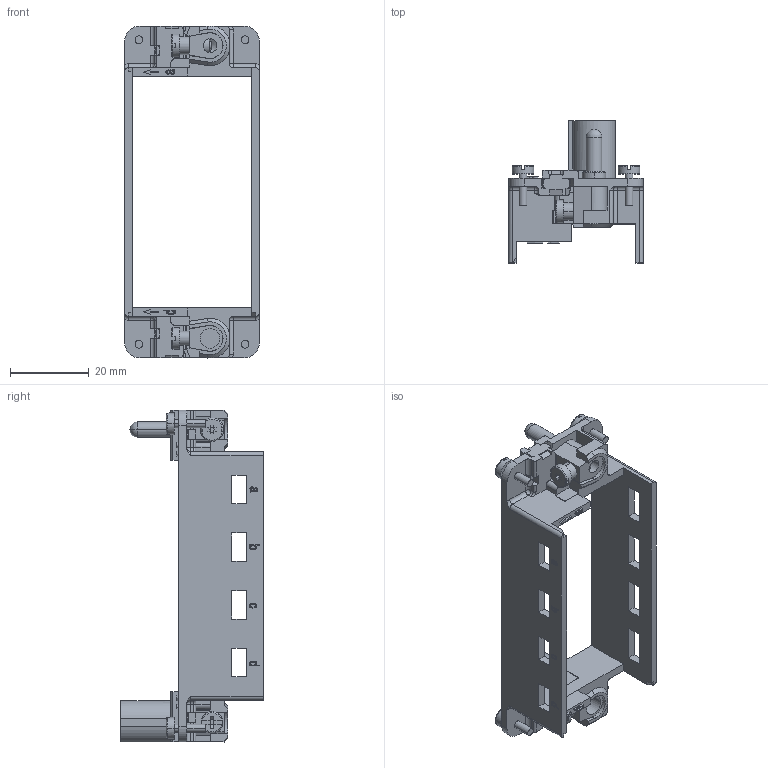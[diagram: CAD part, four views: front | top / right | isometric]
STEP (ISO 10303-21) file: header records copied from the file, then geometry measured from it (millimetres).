
FILE_DESCRIPTION((''),'2;1');
FILE_NAME('3D_1290160001001_HF16B-NLA2_V1_','2020-08-31T',('lian.chen'),(''),'PRO/ENGINEER BY PARAMETRIC TECHNOLOGY CORPORATION, 2012480','PRO/ENGINEER BY PARAMETRIC TECHNOLOGY CORPORATION, 2012480','');
FILE_SCHEMA(('AUTOMOTIVE_DESIGN { 1 0 10303 214 1 1 1 1 }'));
Length unit declared in the file: millimetre
Products named in the file (1): 3D_1290160001001_HF16B-NLA2_V1_
Bounding box: 34.3 x 36.3 x 84.5 mm (x, y, z)
Volume: 11901.2 mm3; surface area: 14157.6 mm2
Topology: 1 solids, 8 shells, 1247 faces, 3625 edges, 2344 vertices
Faces by surface type: plane 585, cylinder 309, extrusion 186, torus 72, sphere 50, cone 32, bspline 13
Entity records: 43065 total; most frequent: CARTESIAN_POINT 10982, ORIENTED_EDGE 7142, DIRECTION 5857, EDGE_CURVE 3571, VERTEX_POINT 2344, VECTOR 2203, LINE 2017, AXIS2_PLACEMENT_3D 1827
